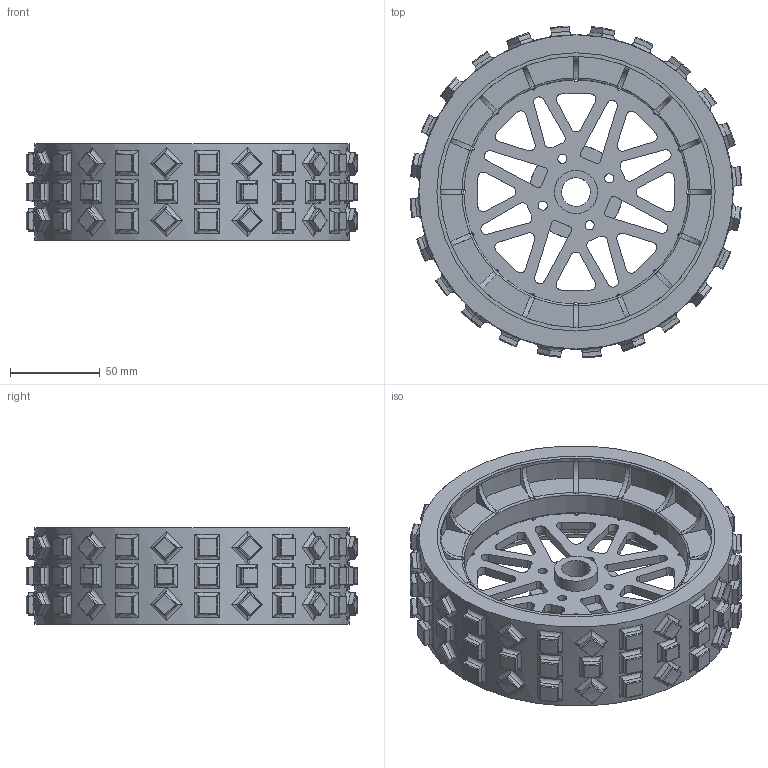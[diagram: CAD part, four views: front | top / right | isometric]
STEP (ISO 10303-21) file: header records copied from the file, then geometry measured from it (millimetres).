
FILE_DESCRIPTION(/* description */ ('STEP AP203'),/* implementation_level */ '2;1');
FILE_NAME(/* name */ 'RUEDAF_ipt_4cfe9ba4.STEP',/* time_stamp */ '2022-09-05T17:22:20-05:00',/* author */ (''),/* organization */ (''),/* preprocessor_version */ 'ST-DEVELOPER v18',/* originating_system */ 'Autodesk Inventor 2020',/* authorisation */ '');
FILE_SCHEMA (('AUTOMOTIVE_DESIGN { 1 0 10303 214 3 1 1 }'));
Products named in the file (1): RUEDAF
Bounding box: 184.81 x 184.81 x 54 mm (x, y, z)
Volume: 484796.2 mm3; surface area: 128354.6 mm2
Topology: 1 solids, 1 shells, 1381 faces, 3843 edges, 2471 vertices
Faces by surface type: plane 472, cylinder 424, bspline 288, torus 196, cone 1
Full cylindrical faces by diameter (mm): 4 x2, 5 x20, 16 x1, 24 x1, 28 x2, 52 x1, 125 x1, 151 x2, 155 x1, 175 x1
Entity records: 53924 total; most frequent: CARTESIAN_POINT 20258, ORIENTED_EDGE 7686, DIRECTION 6176, EDGE_CURVE 3843, VERTEX_POINT 2471, AXIS2_PLACEMENT_3D 2213, LINE 1750, VECTOR 1750
